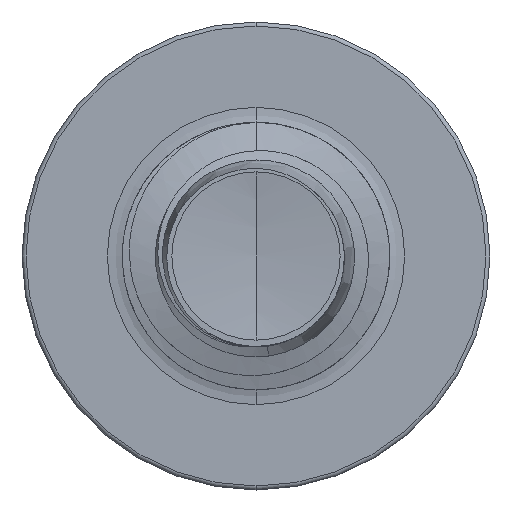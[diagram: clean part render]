
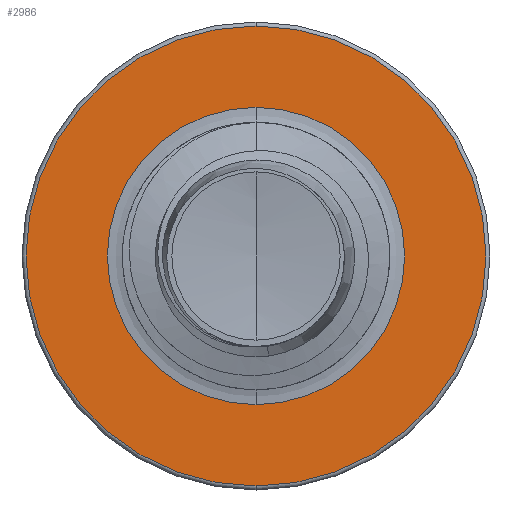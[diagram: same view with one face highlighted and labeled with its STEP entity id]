
A CAD part, front view. The second image highlights one B-rep face of the part: STEP entity #2986.
In plain terms, the highlighted planar face has unit normal (0, -1, 0).
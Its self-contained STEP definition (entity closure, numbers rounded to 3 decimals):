
#19 = CARTESIAN_POINT ( 'NONE',  ( 0., 2.5, -1.112 ) ) ;
#692 = ORIENTED_EDGE ( 'NONE', *, *, #4439, .T. ) ;
#904 = DIRECTION ( 'NONE',  ( 0., 0., 1. ) ) ;
#935 = DIRECTION ( 'NONE',  ( 0., 1., 0. ) ) ;
#947 = CARTESIAN_POINT ( 'NONE',  ( 0., 2.5, 0. ) ) ;
#966 = VERTEX_POINT ( 'NONE', #2615 ) ;
#1878 = EDGE_CURVE ( 'NONE', #4113, #7263, #7970, .T. ) ;
#2108 = AXIS2_PLACEMENT_3D ( 'NONE', #3892, #10494, #4896 ) ;
#2531 = FACE_BOUND ( 'NONE', #9354, .T. ) ;
#2615 = CARTESIAN_POINT ( 'NONE',  ( 0., 2.5, 1.112 ) ) ;
#2986 = ADVANCED_FACE ( 'NONE', ( #5162, #2531 ), #3244, .F. ) ;
#3186 = DIRECTION ( 'NONE',  ( 0., 0., 1. ) ) ;
#3192 = DIRECTION ( 'NONE',  ( 0., 1., 0. ) ) ;
#3244 = PLANE ( 'NONE',  #9277 ) ;
#3278 = CARTESIAN_POINT ( 'NONE',  ( 0., 2.5, -1.112 ) ) ;
#3372 = ORIENTED_EDGE ( 'NONE', *, *, #10923, .T. ) ;
#3598 = EDGE_LOOP ( 'NONE', ( #8336, #10600 ) ) ;
#3761 = EDGE_CURVE ( 'NONE', #7263, #4113, #7395, .T. ) ;
#3892 = CARTESIAN_POINT ( 'NONE',  ( 0., 2.5, 0. ) ) ;
#3917 = CARTESIAN_POINT ( 'NONE',  ( 0., 2.5, -1.72 ) ) ;
#4113 = VERTEX_POINT ( 'NONE', #10417 ) ;
#4420 = DIRECTION ( 'NONE',  ( 0., 0., 1. ) ) ;
#4439 = EDGE_CURVE ( 'NONE', #966, #9385, #7534, .T. ) ;
#4613 = DIRECTION ( 'NONE',  ( 0., 1., 0. ) ) ;
#4698 = CARTESIAN_POINT ( 'NONE',  ( 0., 2.5, 0. ) ) ;
#4896 = DIRECTION ( 'NONE',  ( 0., 0., 1. ) ) ;
#5090 = CIRCLE ( 'NONE', #2108, 1.112 ) ;
#5162 = FACE_OUTER_BOUND ( 'NONE', #3598, .T. ) ;
#6611 = AXIS2_PLACEMENT_3D ( 'NONE', #10690, #10681, #10649 ) ;
#7263 = VERTEX_POINT ( 'NONE', #3917 ) ;
#7395 = CIRCLE ( 'NONE', #9612, 1.72 ) ;
#7534 = CIRCLE ( 'NONE', #12059, 1.112 ) ;
#7970 = CIRCLE ( 'NONE', #6611, 1.72 ) ;
#8336 = ORIENTED_EDGE ( 'NONE', *, *, #1878, .F. ) ;
#9277 = AXIS2_PLACEMENT_3D ( 'NONE', #3278, #3192, #3186 ) ;
#9354 = EDGE_LOOP ( 'NONE', ( #692, #3372 ) ) ;
#9385 = VERTEX_POINT ( 'NONE', #19 ) ;
#9612 = AXIS2_PLACEMENT_3D ( 'NONE', #947, #935, #904 ) ;
#10417 = CARTESIAN_POINT ( 'NONE',  ( 0., 2.5, 1.72 ) ) ;
#10494 = DIRECTION ( 'NONE',  ( 0., 1., 0. ) ) ;
#10600 = ORIENTED_EDGE ( 'NONE', *, *, #3761, .F. ) ;
#10649 = DIRECTION ( 'NONE',  ( 0., 0., 1. ) ) ;
#10681 = DIRECTION ( 'NONE',  ( 0., 1., 0. ) ) ;
#10690 = CARTESIAN_POINT ( 'NONE',  ( 0., 2.5, 0. ) ) ;
#10923 = EDGE_CURVE ( 'NONE', #9385, #966, #5090, .T. ) ;
#12059 = AXIS2_PLACEMENT_3D ( 'NONE', #4698, #4613, #4420 ) ;
